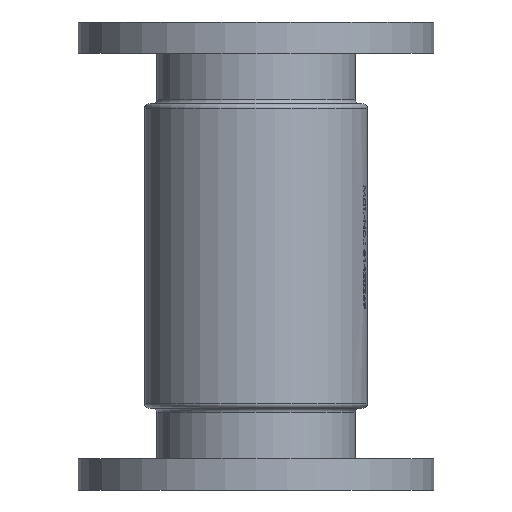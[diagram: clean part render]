
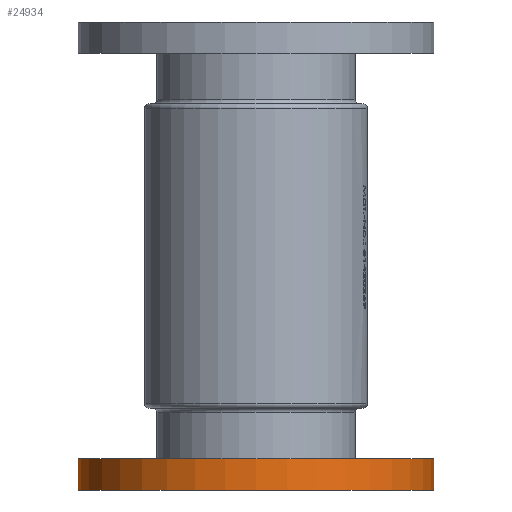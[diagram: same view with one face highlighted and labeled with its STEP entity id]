
A CAD part, front view. The second image highlights one B-rep face of the part: STEP entity #24934.
In plain terms, the highlighted cylindrical face has radius 125 mm (diameter 250 mm), a partial arc.
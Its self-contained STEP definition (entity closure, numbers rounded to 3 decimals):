
#293 = EDGE_CURVE ( 'NONE', #28626, #1679, #13404, .T. ) ;
#995 = EDGE_CURVE ( 'NONE', #1679, #12689, #11629, .T. ) ;
#1679 = VERTEX_POINT ( 'NONE', #18372 ) ;
#1698 = VERTEX_POINT ( 'NONE', #8139 ) ;
#2239 = DIRECTION ( 'NONE',  ( 1., 0., 0. ) ) ;
#4406 = CIRCLE ( 'NONE', #28632, 125. ) ;
#4906 = DIRECTION ( 'NONE',  ( 0., 0., -1. ) ) ;
#6284 = CARTESIAN_POINT ( 'NONE',  ( -125., 0., -329. ) ) ;
#6438 = DIRECTION ( 'NONE',  ( 0., 0., -1. ) ) ;
#6853 = DIRECTION ( 'NONE',  ( 0., 0., -1. ) ) ;
#8139 = CARTESIAN_POINT ( 'NONE',  ( 125., 0., -307. ) ) ;
#8310 = VECTOR ( 'NONE', #6438, 1000. ) ;
#9223 = CYLINDRICAL_SURFACE ( 'NONE', #14890, 125. ) ;
#9368 = CARTESIAN_POINT ( 'NONE',  ( 125., 0., -329. ) ) ;
#10739 = LINE ( 'NONE', #9368, #15816 ) ;
#11629 = CIRCLE ( 'NONE', #20682, 125. ) ;
#12689 = VERTEX_POINT ( 'NONE', #20843 ) ;
#13404 = LINE ( 'NONE', #6284, #8310 ) ;
#14890 = AXIS2_PLACEMENT_3D ( 'NONE', #17996, #6853, #2239 ) ;
#15816 = VECTOR ( 'NONE', #4906, 1000. ) ;
#16767 = EDGE_LOOP ( 'NONE', ( #17006, #22081, #21855, #27874 ) ) ;
#17006 = ORIENTED_EDGE ( 'NONE', *, *, #23832, .F. ) ;
#17996 = CARTESIAN_POINT ( 'NONE',  ( 0., 0., -329. ) ) ;
#18372 = CARTESIAN_POINT ( 'NONE',  ( -125., 0., -329. ) ) ;
#20682 = AXIS2_PLACEMENT_3D ( 'NONE', #22794, #24584, #24728 ) ;
#20843 = CARTESIAN_POINT ( 'NONE',  ( 125., 0., -329. ) ) ;
#21855 = ORIENTED_EDGE ( 'NONE', *, *, #995, .T. ) ;
#21900 = CARTESIAN_POINT ( 'NONE',  ( 0., 0., -307. ) ) ;
#22068 = FACE_OUTER_BOUND ( 'NONE', #16767, .T. ) ;
#22081 = ORIENTED_EDGE ( 'NONE', *, *, #293, .T. ) ;
#22794 = CARTESIAN_POINT ( 'NONE',  ( 0., 0., -329. ) ) ;
#23832 = EDGE_CURVE ( 'NONE', #28626, #1698, #4406, .T. ) ;
#24584 = DIRECTION ( 'NONE',  ( 0., 0., 1. ) ) ;
#24728 = DIRECTION ( 'NONE',  ( 1., 0., 0. ) ) ;
#24915 = EDGE_CURVE ( 'NONE', #1698, #12689, #10739, .T. ) ;
#24934 = ADVANCED_FACE ( 'NONE', ( #22068 ), #9223, .T. ) ;
#26289 = CARTESIAN_POINT ( 'NONE',  ( -125., 0., -307. ) ) ;
#26519 = DIRECTION ( 'NONE',  ( 1., 0., 0. ) ) ;
#27874 = ORIENTED_EDGE ( 'NONE', *, *, #24915, .F. ) ;
#28626 = VERTEX_POINT ( 'NONE', #26289 ) ;
#28632 = AXIS2_PLACEMENT_3D ( 'NONE', #21900, #29202, #26519 ) ;
#29202 = DIRECTION ( 'NONE',  ( 0., 0., 1. ) ) ;
